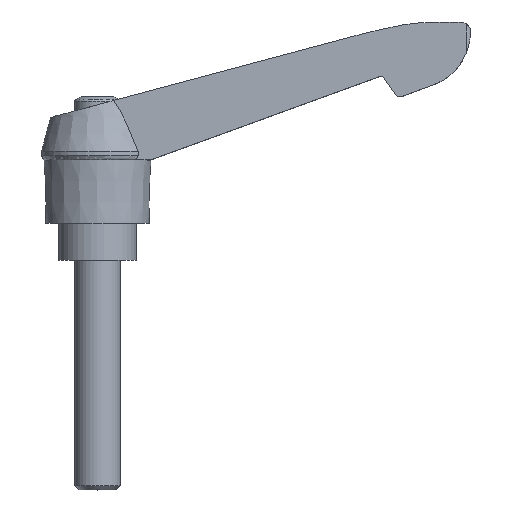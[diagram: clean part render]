
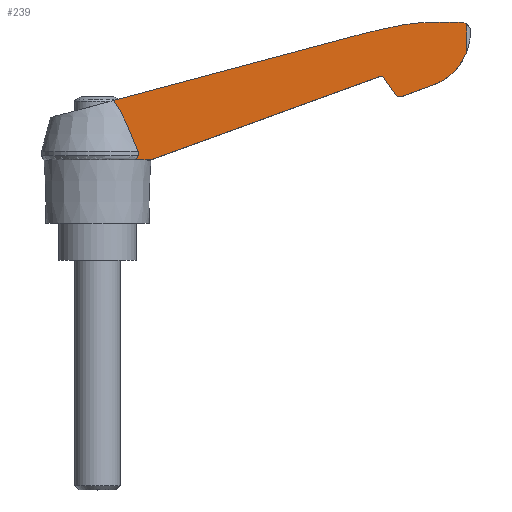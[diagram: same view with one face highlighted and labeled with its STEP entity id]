
A CAD part, top view. The second image highlights one B-rep face of the part: STEP entity #239.
In plain terms, the highlighted planar face has unit normal (0.034, 0, 0.999).
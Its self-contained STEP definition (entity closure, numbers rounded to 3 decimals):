
#239 = ADVANCED_FACE( '', ( #496 ), #497, .F. );
#496 = FACE_OUTER_BOUND( '', #762, .T. );
#497 = PLANE( '', #763 );
#762 = EDGE_LOOP( '', ( #1432, #1433, #1434, #1435, #1436, #1437, #1438, #1439, #1440, #1441, #1442, #1443, #1444, #1445, #1446, #1447 ) );
#763 = AXIS2_PLACEMENT_3D( '', #1448, #1449, #1450 );
#1432 = ORIENTED_EDGE( '', *, *, #1836, .F. );
#1433 = ORIENTED_EDGE( '', *, *, #1843, .T. );
#1434 = ORIENTED_EDGE( '', *, *, #1617, .F. );
#1435 = ORIENTED_EDGE( '', *, *, #1648, .F. );
#1436 = ORIENTED_EDGE( '', *, *, #1730, .T. );
#1437 = ORIENTED_EDGE( '', *, *, #1658, .F. );
#1438 = ORIENTED_EDGE( '', *, *, #1722, .F. );
#1439 = ORIENTED_EDGE( '', *, *, #1818, .F. );
#1440 = ORIENTED_EDGE( '', *, *, #1689, .F. );
#1441 = ORIENTED_EDGE( '', *, *, #1581, .F. );
#1442 = ORIENTED_EDGE( '', *, *, #1839, .F. );
#1443 = ORIENTED_EDGE( '', *, *, #1857, .F. );
#1444 = ORIENTED_EDGE( '', *, *, #1694, .F. );
#1445 = ORIENTED_EDGE( '', *, *, #1802, .F. );
#1446 = ORIENTED_EDGE( '', *, *, #1707, .F. );
#1447 = ORIENTED_EDGE( '', *, *, #1631, .F. );
#1448 = CARTESIAN_POINT( '', ( 0., 46.5, 6.943 ) );
#1449 = DIRECTION( '', ( -0.034, 0., -0.999 ) );
#1450 = DIRECTION( '', ( -0.999, 0., 0.034 ) );
#1581 = EDGE_CURVE( '', #1879, #1882, #1883, .T. );
#1617 = EDGE_CURVE( '', #1945, #1946, #1947, .T. );
#1631 = EDGE_CURVE( '', #1968, #1964, #1970, .T. );
#1648 = EDGE_CURVE( '', #1997, #1945, #1999, .T. );
#1658 = EDGE_CURVE( '', #2015, #2010, #2017, .T. );
#1689 = EDGE_CURVE( '', #1882, #2050, #2070, .T. );
#1694 = EDGE_CURVE( '', #2077, #2072, #2079, .T. );
#1707 = EDGE_CURVE( '', #1964, #2096, #2097, .T. );
#1722 = EDGE_CURVE( '', #2121, #2015, #2123, .T. );
#1730 = EDGE_CURVE( '', #1997, #2010, #2132, .T. );
#1802 = EDGE_CURVE( '', #2096, #2077, #2233, .T. );
#1818 = EDGE_CURVE( '', #2050, #2121, #2254, .T. );
#1836 = EDGE_CURVE( '', #2274, #1968, #2276, .T. );
#1839 = EDGE_CURVE( '', #2278, #1879, #2280, .T. );
#1843 = EDGE_CURVE( '', #2274, #1946, #2284, .T. );
#1857 = EDGE_CURVE( '', #2072, #2278, #2301, .T. );
#1879 = VERTEX_POINT( '', #2323 );
#1882 = VERTEX_POINT( '', #2335 );
#1883 = LINE( '', #2336, #2337 );
#1945 = VERTEX_POINT( '', #2442 );
#1946 = VERTEX_POINT( '', #2443 );
#1947 = LINE( '', #2444, #2445 );
#1964 = VERTEX_POINT( '', #2466 );
#1968 = VERTEX_POINT( '', #2479 );
#1970 = B_SPLINE_CURVE_WITH_KNOTS( '', 3, ( #2481, #2482, #2483, #2484, #2485, #2486, #2487, #2488, #2489, #2490, #2491, #2492 ), .UNSPECIFIED., .F., .F., ( 4, 2, 2, 2, 2, 4 ), ( 0., 0.002, 0.005, 0.007, 0.009, 0.01 ), .UNSPECIFIED. );
#1997 = VERTEX_POINT( '', #2535 );
#1999 = LINE( '', #2538, #2539 );
#2010 = VERTEX_POINT( '', #2554 );
#2015 = VERTEX_POINT( '', #2561 );
#2017 = LINE( '', #2564, #2565 );
#2050 = VERTEX_POINT( '', #2610 );
#2070 = ELLIPSE( '', #2675, 10.006, 10. );
#2072 = VERTEX_POINT( '', #2677 );
#2077 = VERTEX_POINT( '', #2683 );
#2079 = ELLIPSE( '', #2686, 35.02, 35. );
#2096 = VERTEX_POINT( '', #2711 );
#2097 = LINE( '', #2712, #2713 );
#2121 = VERTEX_POINT( '', #2761 );
#2123 = ELLIPSE( '', #2764, 1.001, 1. );
#2132 = ELLIPSE( '', #2775, 0.7, 0.7 );
#2233 = ELLIPSE( '', #2917, 141.08, 141. );
#2254 = LINE( '', #2942, #2943 );
#2274 = VERTEX_POINT( '', #2970 );
#2276 = LINE( '', #2972, #2973 );
#2278 = VERTEX_POINT( '', #2975 );
#2280 = ELLIPSE( '', #2978, 1.601, 1.6 );
#2284 = B_SPLINE_CURVE_WITH_KNOTS( '', 3, ( #2983, #2984, #2985, #2986, #2987, #2988 ), .UNSPECIFIED., .F., .F., ( 4, 2, 4 ), ( 0., 0.001, 0.001 ), .UNSPECIFIED. );
#2301 = ELLIPSE( '', #3009, 35.02, 35. );
#2323 = CARTESIAN_POINT( '', ( 64.324, 41.207, 4.773 ) );
#2335 = CARTESIAN_POINT( '', ( 64.324, 36.302, 4.773 ) );
#2336 = CARTESIAN_POINT( '', ( 64.324, 46.5, 4.773 ) );
#2337 = VECTOR( '', #3034, 1000. );
#2442 = CARTESIAN_POINT( '', ( 9.2, 17.5, 6.633 ) );
#2443 = CARTESIAN_POINT( '', ( 6.456, 17.5, 6.725 ) );
#2444 = CARTESIAN_POINT( '', ( -0.095, 17.5, 6.946 ) );
#2445 = VECTOR( '', #3076, 1000. );
#2466 = CARTESIAN_POINT( '', ( 2.77, 27.859, 6.849 ) );
#2479 = CARTESIAN_POINT( '', ( 7.079, 19., 6.704 ) );
#2481 = CARTESIAN_POINT( '', ( 7.079, 19., 6.704 ) );
#2482 = CARTESIAN_POINT( '', ( 6.787, 19.77, 6.714 ) );
#2483 = CARTESIAN_POINT( '', ( 6.487, 20.537, 6.724 ) );
#2484 = CARTESIAN_POINT( '', ( 5.863, 22.061, 6.745 ) );
#2485 = CARTESIAN_POINT( '', ( 5.539, 22.819, 6.756 ) );
#2486 = CARTESIAN_POINT( '', ( 4.854, 24.317, 6.779 ) );
#2487 = CARTESIAN_POINT( '', ( 4.492, 25.057, 6.791 ) );
#2488 = CARTESIAN_POINT( '', ( 3.899, 26.141, 6.811 ) );
#2489 = CARTESIAN_POINT( '', ( 3.693, 26.497, 6.818 ) );
#2490 = CARTESIAN_POINT( '', ( 3.254, 27.194, 6.833 ) );
#2491 = CARTESIAN_POINT( '', ( 3.022, 27.535, 6.841 ) );
#2492 = CARTESIAN_POINT( '', ( 2.77, 27.859, 6.849 ) );
#2535 = CARTESIAN_POINT( '', ( 49.14, 32.037, 5.285 ) );
#2538 = CARTESIAN_POINT( '', ( 9.107, 17.466, 6.636 ) );
#2539 = VECTOR( '', #3122, 1000. );
#2554 = CARTESIAN_POINT( '', ( 49.953, 31.781, 5.258 ) );
#2561 = CARTESIAN_POINT( '', ( 51.927, 28.962, 5.191 ) );
#2564 = CARTESIAN_POINT( '', ( 49.903, 31.852, 5.259 ) );
#2565 = VECTOR( '', #3130, 1000. );
#2610 = CARTESIAN_POINT( '', ( 57.9, 30.347, 4.99 ) );
#2675 = AXIS2_PLACEMENT_3D( '', #3165, #3166, #3167 );
#2677 = CARTESIAN_POINT( '', ( 59.7, 41.5, 4.929 ) );
#2683 = CARTESIAN_POINT( '', ( 53., 41., 5.155 ) );
#2686 = AXIS2_PLACEMENT_3D( '', #3173, #3174, #3175 );
#2711 = CARTESIAN_POINT( '', ( 43.4, 38.746, 5.479 ) );
#2712 = CARTESIAN_POINT( '', ( 43.266, 38.71, 5.483 ) );
#2713 = VECTOR( '', #3184, 1000. );
#2761 = CARTESIAN_POINT( '', ( 53.088, 28.596, 5.152 ) );
#2764 = AXIS2_PLACEMENT_3D( '', #3201, #3202, #3203 );
#2775 = AXIS2_PLACEMENT_3D( '', #3215, #3216, #3217 );
#2917 = AXIS2_PLACEMENT_3D( '', #3315, #3316, #3317 );
#2942 = CARTESIAN_POINT( '', ( 52.951, 28.546, 5.156 ) );
#2943 = VECTOR( '', #3346, 1000. );
#2970 = CARTESIAN_POINT( '', ( 7.079, 18.24, 6.704 ) );
#2972 = CARTESIAN_POINT( '', ( 7.079, 55.578, 6.704 ) );
#2973 = VECTOR( '', #3366, 1000. );
#2975 = CARTESIAN_POINT( '', ( 63.6, 41.487, 4.797 ) );
#2978 = AXIS2_PLACEMENT_3D( '', #3368, #3369, #3370 );
#2983 = CARTESIAN_POINT( '', ( 7.079, 18.24, 6.704 ) );
#2984 = CARTESIAN_POINT( '', ( 7.06, 18.071, 6.705 ) );
#2985 = CARTESIAN_POINT( '', ( 6.979, 17.916, 6.707 ) );
#2986 = CARTESIAN_POINT( '', ( 6.752, 17.666, 6.715 ) );
#2987 = CARTESIAN_POINT( '', ( 6.61, 17.571, 6.72 ) );
#2988 = CARTESIAN_POINT( '', ( 6.456, 17.5, 6.725 ) );
#3009 = AXIS2_PLACEMENT_3D( '', #3382, #3383, #3384 );
#3034 = DIRECTION( '', ( 0., -1., 0. ) );
#3076 = DIRECTION( '', ( -0.999, 0., 0.034 ) );
#3122 = DIRECTION( '', ( -0.939, -0.342, 0.032 ) );
#3130 = DIRECTION( '', ( -0.573, 0.819, 0.019 ) );
#3165 = CARTESIAN_POINT( '', ( 55., 39.917, 5.087 ) );
#3166 = DIRECTION( '', ( -0.034, 0., -0.999 ) );
#3167 = DIRECTION( '', ( 0.999, 0., -0.034 ) );
#3173 = CARTESIAN_POINT( '', ( 58.943, 6.508, 4.954 ) );
#3174 = DIRECTION( '', ( -0.034, 0., -0.999 ) );
#3175 = DIRECTION( '', ( 0.999, 0., -0.034 ) );
#3184 = DIRECTION( '', ( 0.965, 0.259, -0.033 ) );
#3201 = CARTESIAN_POINT( '', ( 52.746, 29.535, 5.163 ) );
#3202 = DIRECTION( '', ( -0.034, 0., -0.999 ) );
#3203 = DIRECTION( '', ( 0.999, 0., -0.034 ) );
#3215 = CARTESIAN_POINT( '', ( 49.38, 31.379, 5.277 ) );
#3216 = DIRECTION( '', ( -0.034, 0., -0.999 ) );
#3217 = DIRECTION( '', ( 0.999, 0., -0.034 ) );
#3315 = CARTESIAN_POINT( '', ( 80.407, -97.311, 4.23 ) );
#3316 = DIRECTION( '', ( -0.034, 0., -0.999 ) );
#3317 = DIRECTION( '', ( 0.999, 0., -0.034 ) );
#3346 = DIRECTION( '', ( -0.939, -0.342, 0.032 ) );
#3366 = DIRECTION( '', ( 0., 1., 0. ) );
#3368 = CARTESIAN_POINT( '', ( 63.4, 39.9, 4.804 ) );
#3369 = DIRECTION( '', ( -0.034, 0., -0.999 ) );
#3370 = DIRECTION( '', ( 0.999, 0., -0.034 ) );
#3382 = CARTESIAN_POINT( '', ( 61.538, 6.548, 4.867 ) );
#3383 = DIRECTION( '', ( -0.034, 0., -0.999 ) );
#3384 = DIRECTION( '', ( 0.999, 0., -0.034 ) );
